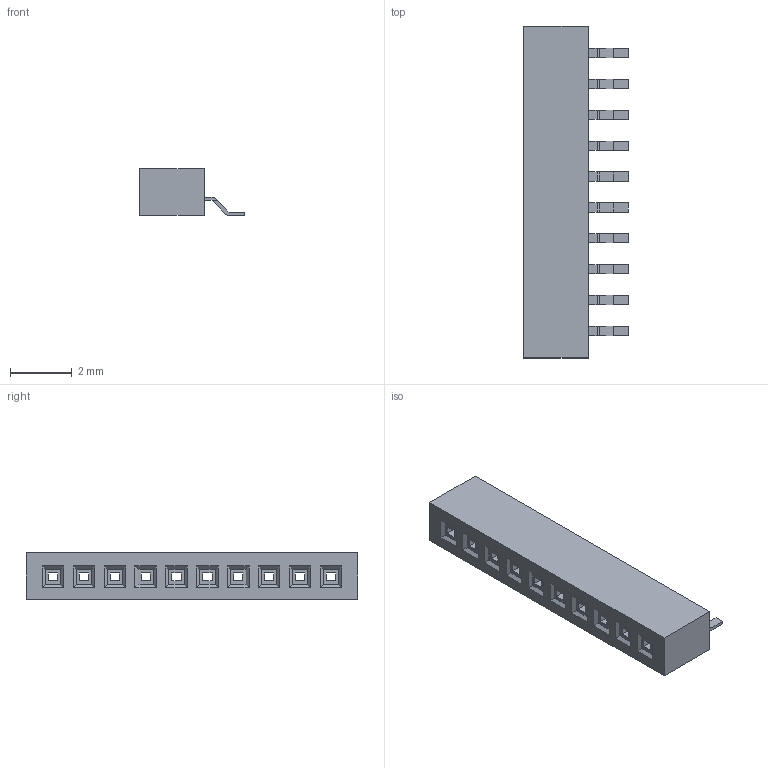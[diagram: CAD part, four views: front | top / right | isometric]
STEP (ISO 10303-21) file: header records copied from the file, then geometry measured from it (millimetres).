
FILE_DESCRIPTION(('FreeCAD Model'),'2;1');
FILE_NAME('Open CASCADE Shape Model','2022-05-30T21:24:15',('Doomn00b'), (''),'Open CASCADE STEP processor 7.5','FreeCAD','Unknown');
FILE_SCHEMA(('AUTOMOTIVE_DESIGN { 1 0 10303 214 1 1 1 1 }'));
Length unit declared in the file: millimetre
Products named in the file (13): GCT_BC075_10; Chamfer; Legs; Leg1; Leg002; Leg003; Leg004; Leg005; Leg006; Leg007; Leg008; Leg009; Leg010
Assembly tree (12 placements, depth 3):
  GCT_BC075_10
    Chamfer
    Legs
      Leg1
      Leg002
      Leg003
      Leg004
      Leg005
      Leg006
      Leg007
      Leg008
      Leg009
      Leg010
Bounding box: 3.4 x 10.75 x 1.5 mm (x, y, z)
Volume: 31.3 mm3; surface area: 179.1 mm2
Topology: 11 solids, 11 shells, 366 faces, 932 edges, 588 vertices
Faces by surface type: plane 346, cylinder 20
Entity records: 11115 total; most frequent: CARTESIAN_POINT 1899, ORIENTED_EDGE 1864, DIRECTION 1730, EDGE_CURVE 932, LINE 892, VECTOR 892, VERTEX_POINT 588, AXIS2_PLACEMENT_3D 419
